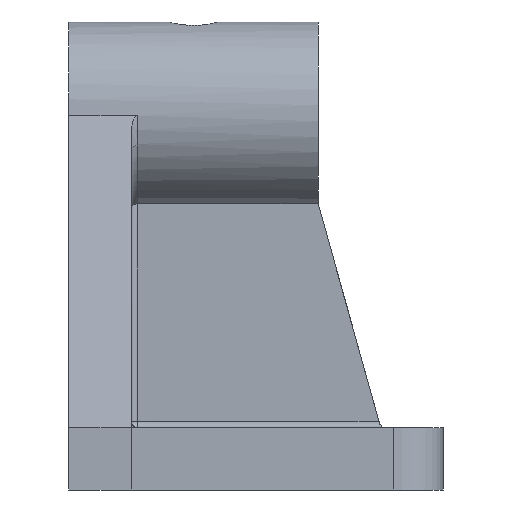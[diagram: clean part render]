
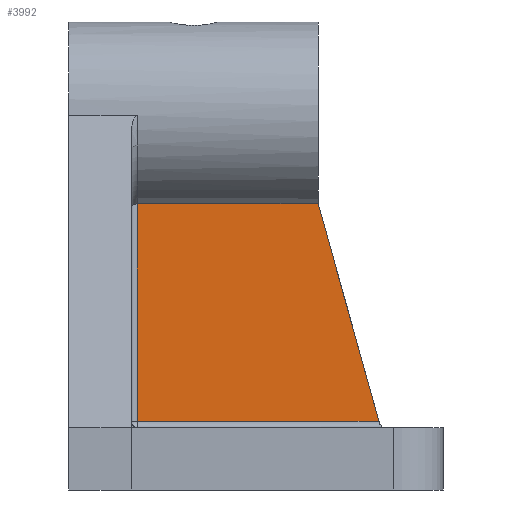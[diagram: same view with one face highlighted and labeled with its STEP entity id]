
A CAD part, left-side view. The second image highlights one B-rep face of the part: STEP entity #3992.
In plain terms, the highlighted planar face has unit normal (-1, 0, 0).
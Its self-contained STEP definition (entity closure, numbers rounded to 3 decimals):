
#1316 = CYLINDRICAL_SURFACE('',#1317,15.);
#1317 = AXIS2_PLACEMENT_3D('',#1318,#1319,#1320);
#1318 = CARTESIAN_POINT('',(30.,60.,60.));
#1319 = DIRECTION('',(0.,-1.,0.));
#1320 = DIRECTION('',(0.,-0.,-1.));
#1830 = CYLINDRICAL_SURFACE('',#1831,1.);
#1831 = AXIS2_PLACEMENT_3D('',#1832,#1833,#1834);
#1832 = CARTESIAN_POINT('',(24.,10.,11.));
#1833 = DIRECTION('',(0.,1.,0.));
#1834 = DIRECTION('',(0.,0.,-1.));
#2089 = VERTEX_POINT('',#2090);
#2090 = CARTESIAN_POINT('',(25.,49.,11.));
#2126 = CYLINDRICAL_SURFACE('',#2127,1.);
#2127 = AXIS2_PLACEMENT_3D('',#2128,#2129,#2130);
#2128 = CARTESIAN_POINT('',(24.,49.,45.858));
#2129 = DIRECTION('',(0.,0.,-1.));
#2130 = DIRECTION('',(0.,1.,0.));
#2280 = VERTEX_POINT('',#2281);
#2281 = CARTESIAN_POINT('',(25.,49.,45.858));
#2529 = EDGE_CURVE('',#2280,#2530,#2532,.T.);
#2530 = VERTEX_POINT('',#2531);
#2531 = CARTESIAN_POINT('',(25.,20.04,45.858));
#2532 = SURFACE_CURVE('',#2533,(#2537,#2543),.PCURVE_S1.);
#2533 = LINE('',#2534,#2535);
#2534 = CARTESIAN_POINT('',(25.,60.,45.858));
#2535 = VECTOR('',#2536,1.);
#2536 = DIRECTION('',(0.,-1.,0.));
#2537 = PCURVE('',#1316,#2538);
#2538 = DEFINITIONAL_REPRESENTATION('',(#2539),#2542);
#2539 = B_SPLINE_CURVE_WITH_KNOTS('',1,(#2540,#2541),.UNSPECIFIED.,.F.,
  .F.,(2,2),(0.,40.),.PIECEWISE_BEZIER_KNOTS.);
#2540 = CARTESIAN_POINT('',(5.943,0.));
#2541 = CARTESIAN_POINT('',(5.943,40.));
#2542 = ( GEOMETRIC_REPRESENTATION_CONTEXT(2) 
PARAMETRIC_REPRESENTATION_CONTEXT() REPRESENTATION_CONTEXT('2D SPACE',''
  ) );
#2543 = PCURVE('',#2544,#2549);
#2544 = PLANE('',#2545);
#2545 = AXIS2_PLACEMENT_3D('',#2546,#2547,#2548);
#2546 = CARTESIAN_POINT('',(25.,60.,47.5));
#2547 = DIRECTION('',(1.,0.,0.));
#2548 = DIRECTION('',(-0.,0.,1.));
#2549 = DEFINITIONAL_REPRESENTATION('',(#2550),#2553);
#2550 = B_SPLINE_CURVE_WITH_KNOTS('',1,(#2551,#2552),.UNSPECIFIED.,.F.,
  .F.,(2,2),(0.,40.),.PIECEWISE_BEZIER_KNOTS.);
#2551 = CARTESIAN_POINT('',(-1.642,0.));
#2552 = CARTESIAN_POINT('',(-1.642,40.));
#2553 = ( GEOMETRIC_REPRESENTATION_CONTEXT(2) 
PARAMETRIC_REPRESENTATION_CONTEXT() REPRESENTATION_CONTEXT('2D SPACE',''
  ) );
#2575 = PLANE('',#2576);
#2576 = AXIS2_PLACEMENT_3D('',#2577,#2578,#2579);
#2577 = CARTESIAN_POINT('',(25.,15.25,28.75));
#2578 = DIRECTION('',(0.,0.963,-0.27));
#2579 = DIRECTION('',(1.,0.,0.));
#3095 = VERTEX_POINT('',#3096);
#3096 = CARTESIAN_POINT('',(25.,10.28,11.));
#3125 = EDGE_CURVE('',#3095,#2089,#3126,.T.);
#3126 = SURFACE_CURVE('',#3127,(#3131,#3138),.PCURVE_S1.);
#3127 = LINE('',#3128,#3129);
#3128 = CARTESIAN_POINT('',(25.,10.,11.));
#3129 = VECTOR('',#3130,1.);
#3130 = DIRECTION('',(0.,1.,0.));
#3131 = PCURVE('',#1830,#3132);
#3132 = DEFINITIONAL_REPRESENTATION('',(#3133),#3137);
#3133 = LINE('',#3134,#3135);
#3134 = CARTESIAN_POINT('',(-1.571,0.));
#3135 = VECTOR('',#3136,1.);
#3136 = DIRECTION('',(-0.,1.));
#3137 = ( GEOMETRIC_REPRESENTATION_CONTEXT(2) 
PARAMETRIC_REPRESENTATION_CONTEXT() REPRESENTATION_CONTEXT('2D SPACE',''
  ) );
#3138 = PCURVE('',#2544,#3139);
#3139 = DEFINITIONAL_REPRESENTATION('',(#3140),#3144);
#3140 = LINE('',#3141,#3142);
#3141 = CARTESIAN_POINT('',(-36.5,50.));
#3142 = VECTOR('',#3143,1.);
#3143 = DIRECTION('',(0.,-1.));
#3144 = ( GEOMETRIC_REPRESENTATION_CONTEXT(2) 
PARAMETRIC_REPRESENTATION_CONTEXT() REPRESENTATION_CONTEXT('2D SPACE',''
  ) );
#3510 = EDGE_CURVE('',#2280,#2089,#3511,.T.);
#3511 = SURFACE_CURVE('',#3512,(#3516,#3523),.PCURVE_S1.);
#3512 = LINE('',#3513,#3514);
#3513 = CARTESIAN_POINT('',(25.,49.,45.858));
#3514 = VECTOR('',#3515,1.);
#3515 = DIRECTION('',(0.,0.,-1.));
#3516 = PCURVE('',#2126,#3517);
#3517 = DEFINITIONAL_REPRESENTATION('',(#3518),#3522);
#3518 = LINE('',#3519,#3520);
#3519 = CARTESIAN_POINT('',(1.571,0.));
#3520 = VECTOR('',#3521,1.);
#3521 = DIRECTION('',(0.,1.));
#3522 = ( GEOMETRIC_REPRESENTATION_CONTEXT(2) 
PARAMETRIC_REPRESENTATION_CONTEXT() REPRESENTATION_CONTEXT('2D SPACE',''
  ) );
#3523 = PCURVE('',#2544,#3524);
#3524 = DEFINITIONAL_REPRESENTATION('',(#3525),#3529);
#3525 = LINE('',#3526,#3527);
#3526 = CARTESIAN_POINT('',(-1.642,11.));
#3527 = VECTOR('',#3528,1.);
#3528 = DIRECTION('',(-1.,0.));
#3529 = ( GEOMETRIC_REPRESENTATION_CONTEXT(2) 
PARAMETRIC_REPRESENTATION_CONTEXT() REPRESENTATION_CONTEXT('2D SPACE',''
  ) );
#3886 = EDGE_CURVE('',#2530,#3095,#3887,.T.);
#3887 = SURFACE_CURVE('',#3888,(#3892,#3899),.PCURVE_S1.);
#3888 = LINE('',#3889,#3890);
#3889 = CARTESIAN_POINT('',(25.,19.311,43.253));
#3890 = VECTOR('',#3891,1.);
#3891 = DIRECTION('',(0.,-0.27,-0.963));
#3892 = PCURVE('',#2575,#3893);
#3893 = DEFINITIONAL_REPRESENTATION('',(#3894),#3898);
#3894 = LINE('',#3895,#3896);
#3895 = CARTESIAN_POINT('',(0.,-15.061));
#3896 = VECTOR('',#3897,1.);
#3897 = DIRECTION('',(0.,1.));
#3898 = ( GEOMETRIC_REPRESENTATION_CONTEXT(2) 
PARAMETRIC_REPRESENTATION_CONTEXT() REPRESENTATION_CONTEXT('2D SPACE',''
  ) );
#3899 = PCURVE('',#2544,#3900);
#3900 = DEFINITIONAL_REPRESENTATION('',(#3901),#3905);
#3901 = LINE('',#3902,#3903);
#3902 = CARTESIAN_POINT('',(-4.247,40.689));
#3903 = VECTOR('',#3904,1.);
#3904 = DIRECTION('',(-0.963,0.27));
#3905 = ( GEOMETRIC_REPRESENTATION_CONTEXT(2) 
PARAMETRIC_REPRESENTATION_CONTEXT() REPRESENTATION_CONTEXT('2D SPACE',''
  ) );
#3992 = ADVANCED_FACE('',(#3993),#2544,.F.);
#3993 = FACE_BOUND('',#3994,.F.);
#3994 = EDGE_LOOP('',(#3995,#3996,#3997,#3998));
#3995 = ORIENTED_EDGE('',*,*,#2529,.T.);
#3996 = ORIENTED_EDGE('',*,*,#3886,.T.);
#3997 = ORIENTED_EDGE('',*,*,#3125,.T.);
#3998 = ORIENTED_EDGE('',*,*,#3510,.F.);
